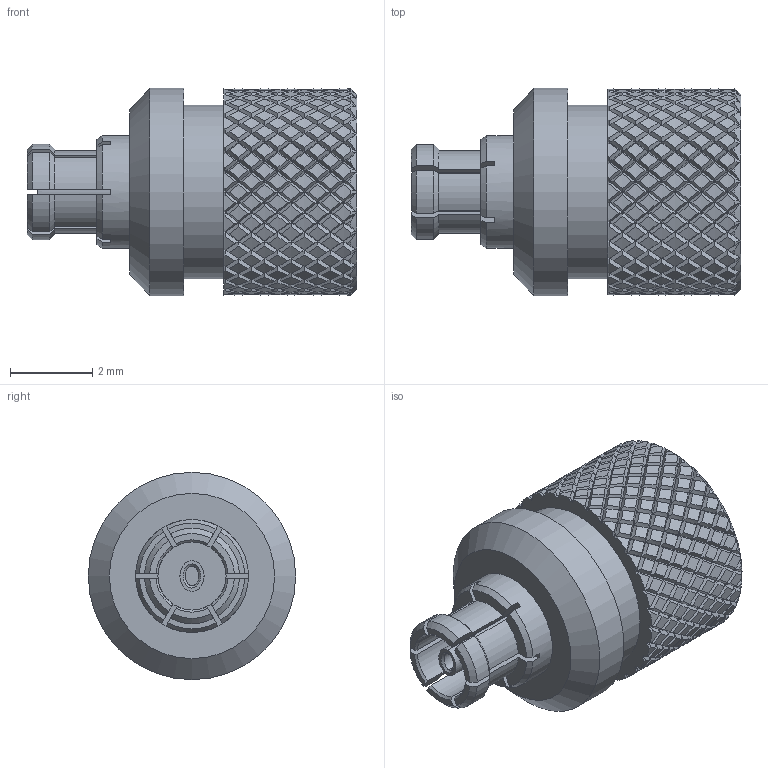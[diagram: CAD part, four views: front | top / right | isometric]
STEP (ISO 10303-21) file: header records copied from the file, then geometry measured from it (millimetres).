
FILE_DESCRIPTION (( 'STEP AP203' ), '1' );
FILE_NAME ('FMTR1044_3D.step', '2022-02-28T22:43:30', ( '' ), ( '' ), 'SwSTEP 2.0', 'SolidWorks 2021', '' );
FILE_SCHEMA (( 'CONFIG_CONTROL_DESIGN' ));
Length unit declared in the file: inch
Products named in the file (1): FMTR1044_3D
Bounding box: 8 x 5.03 x 5.03 mm (x, y, z)
Volume: 105.4 mm3; surface area: 193.1 mm2
Topology: 1 solids, 1 shells, 1741 faces, 3700 edges, 1966 vertices
Faces by surface type: bspline 1325, cylinder 346, plane 43, cone 27
Full cylindrical faces by diameter (mm): 1.651 x1, 2.742 x1, 4.205 x1, 5.031 x1
Entity records: 65672 total; most frequent: CARTESIAN_POINT 43184, ORIENTED_EDGE 7374, EDGE_CURVE 3687, VERTEX_POINT 1961, EDGE_LOOP 1752, FACE_OUTER_BOUND 1745, ADVANCED_FACE 1740, B_SPLINE_CURVE_WITH_KNOTS 1493
